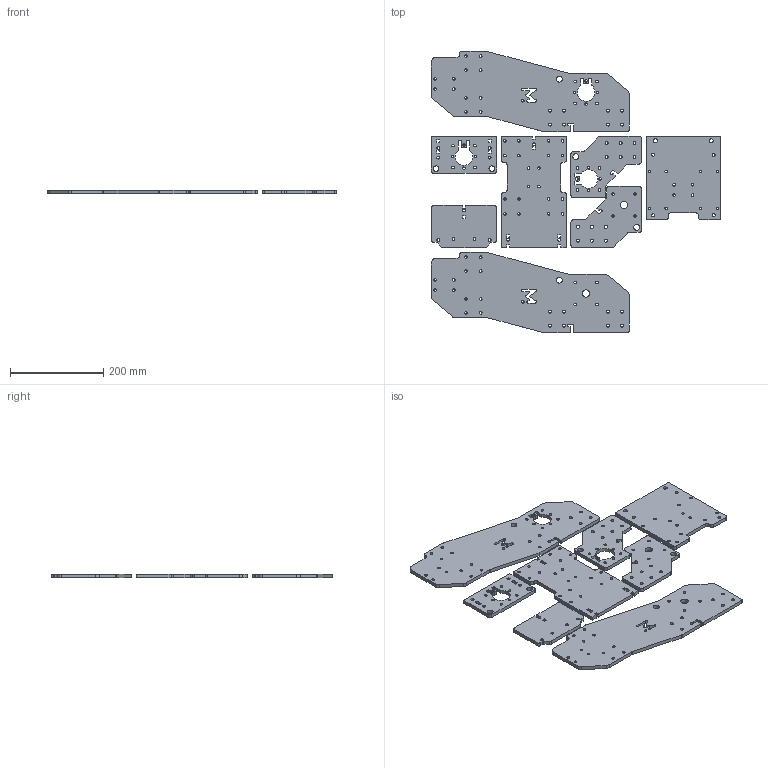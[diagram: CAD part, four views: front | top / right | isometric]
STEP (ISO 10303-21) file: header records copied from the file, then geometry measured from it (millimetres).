
FILE_DESCRIPTION(/* description */ (''),/* implementation_level */ '2;1');
FILE_NAME(/* name */ 'MEKANIKA_CNC Router_Specific Parts.step',/* time_stamp */ '2020-03-25T11:31:38+01:00',/* author */ (''),/* organization */ (''),/* preprocessor_version */ 'ST-DEVELOPER v18',/* originating_system */ 'Autodesk Translation Framework v8.12.0.6',/* authorisation */ '');
FILE_SCHEMA (('AUTOMOTIVE_DESIGN { 1 0 10303 214 3 1 1 }'));
Length unit declared in the file: millimetre
Products named in the file (9): MEKANIKA_CNC Router_Specific Parts_V5; CNC_X_Motor & Bearing_V5_Bearing; CNC_X_Nut_V5_240; CNC_Y_Foot_V5_Motor; CNC_Z plate_V5_Z_plate; CNC_X_Motor & Bearing_V5_Motor; CNC_Y_Foot_V5_Bearing; CNC_Y_Gantry_V5_Motor; CNC_Y_Gantry_V5_Bearing
Assembly tree (8 placements, depth 2):
  MEKANIKA_CNC Router_Specific Parts_V5
    CNC_X_Motor & Bearing_V5_Bearing
    CNC_X_Nut_V5_240
    CNC_Y_Foot_V5_Motor
    CNC_Z plate_V5_Z_plate
    CNC_X_Motor & Bearing_V5_Motor
    CNC_Y_Foot_V5_Bearing
    CNC_Y_Gantry_V5_Motor
    CNC_Y_Gantry_V5_Bearing
Bounding box: 621.5 x 604.31 x 8 mm (x, y, z)
Volume: 1676462 mm3; surface area: 495549.7 mm2
Topology: 8 solids, 8 shells, 478 faces, 1670 edges, 1208 vertices
Faces by surface type: cylinder 258, plane 192, bspline 28
Full cylindrical faces by diameter (mm): 5.3 x4, 5.5 x86, 6.4 x42, 8.4 x2, 12.5 x6, 16 x2
Entity records: 19887 total; most frequent: CARTESIAN_POINT 3785, DIRECTION 3348, ORIENTED_EDGE 3340, EDGE_CURVE 1670, AXIS2_PLACEMENT_3D 1267, VERTEX_POINT 1208, LINE 814, VECTOR 814
